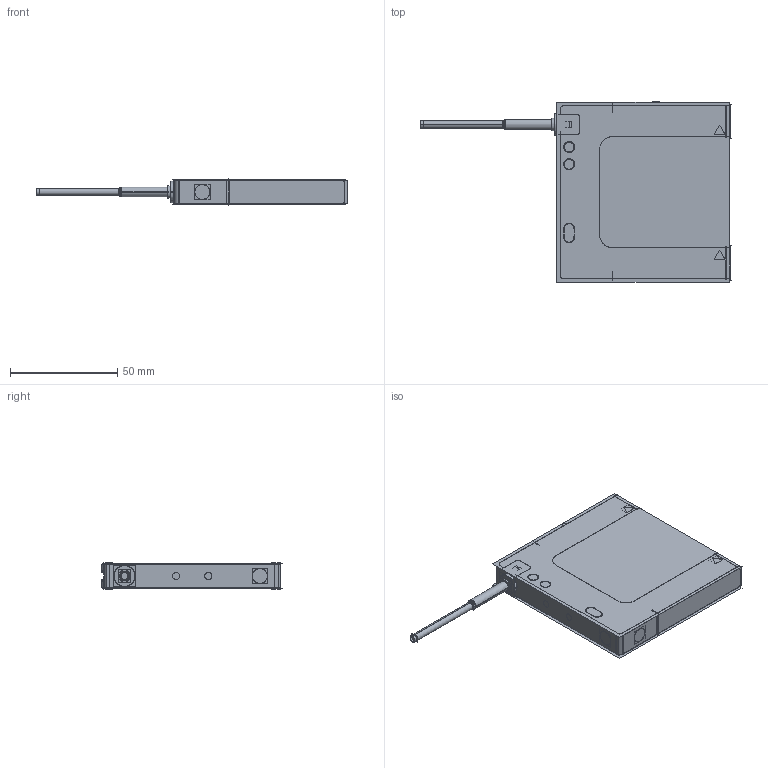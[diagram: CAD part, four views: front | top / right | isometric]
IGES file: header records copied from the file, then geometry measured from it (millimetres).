
Start section:  PTC IGES file: 137652_sm01.igs
Global section: file name: 137652_sm01.igs; native system: Creo Parametric by PTC Inc.; preprocessor: 2019292; author: PDMAdmin; organization: Unknown; date: 20220328.100801; units: millimetre
Bounding box: 144.31 x 83.88 x 12.48 mm (x, y, z)
Volume: 42390 mm3; surface area: 65747.2 mm2
Topology: 3 solids, 3 shells, 526 faces, 2552 edges, 3200 vertices
Faces by surface type: bspline 270, revolution 256
